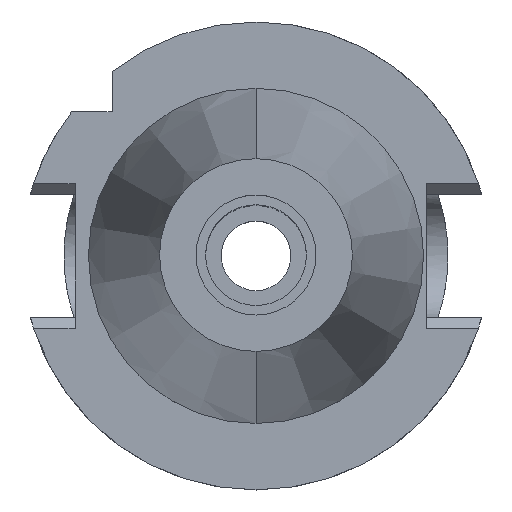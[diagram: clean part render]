
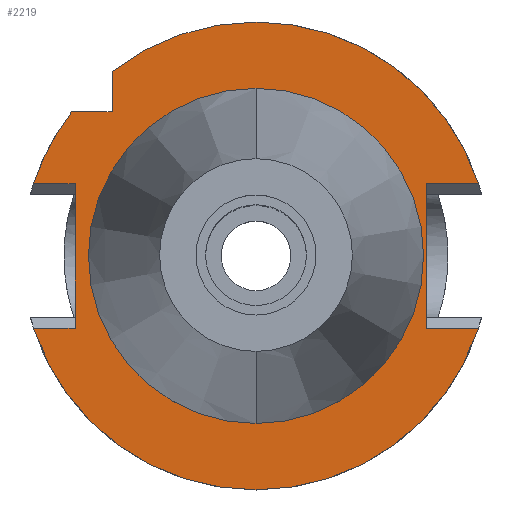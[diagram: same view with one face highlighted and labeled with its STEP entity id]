
A CAD part, top view. The second image highlights one B-rep face of the part: STEP entity #2219.
In plain terms, the highlighted planar face has unit normal (0, 0, 1).
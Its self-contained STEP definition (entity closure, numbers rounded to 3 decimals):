
#108=DIRECTION('',(-1.,0.,0.));
#109=VECTOR('',#108,8.669);
#110=CARTESIAN_POINT('',(-37.7,15.05,-1.5));
#111=LINE('',#110,#109);
#115=CARTESIAN_POINT('',(0.,0.,-1.5));
#116=DIRECTION('',(0.,0.,-1.));
#117=DIRECTION('',(-0.951,0.309,0.));
#118=AXIS2_PLACEMENT_3D('',#115,#116,#117);
#123=DIRECTION('',(0.,1.,0.));
#124=VECTOR('',#123,8.426);
#125=CARTESIAN_POINT('',(-30.,30.,-1.5));
#126=LINE('',#125,#124);
#130=CARTESIAN_POINT('',(0.,0.,-1.5));
#131=DIRECTION('',(0.,0.,-1.));
#132=DIRECTION('',(-0.615,0.788,0.));
#133=AXIS2_PLACEMENT_3D('',#130,#131,#132);
#138=CARTESIAN_POINT('',(0.,0.,-1.5));
#139=DIRECTION('',(0.,0.,-1.));
#140=DIRECTION('',(0.,1.,0.));
#141=AXIS2_PLACEMENT_3D('',#138,#139,#140);
#146=DIRECTION('',(0.,-1.,0.));
#147=VECTOR('',#146,30.1);
#148=CARTESIAN_POINT('',(35.5,15.05,-1.5));
#149=LINE('',#148,#147);
#153=DIRECTION('',(1.,0.,0.));
#154=VECTOR('',#153,10.869);
#155=CARTESIAN_POINT('',(35.5,-15.05,-1.5));
#156=LINE('',#155,#154);
#160=CARTESIAN_POINT('',(0.,0.,-1.5));
#161=DIRECTION('',(0.,0.,-1.));
#162=DIRECTION('',(0.951,-0.309,0.));
#163=AXIS2_PLACEMENT_3D('',#160,#161,#162);
#168=CARTESIAN_POINT('',(0.,0.,-1.5));
#169=DIRECTION('',(0.,0.,-1.));
#170=DIRECTION('',(0.,-1.,0.));
#171=AXIS2_PLACEMENT_3D('',#168,#169,#170);
#176=CARTESIAN_POINT('',(0.,0.,-1.5));
#177=DIRECTION('',(0.,0.,1.));
#178=DIRECTION('',(0.,-1.,0.));
#179=AXIS2_PLACEMENT_3D('',#176,#177,#178);
#184=CARTESIAN_POINT('',(0.,0.,-1.5));
#185=DIRECTION('',(0.,0.,1.));
#186=DIRECTION('',(0.,1.,0.));
#187=AXIS2_PLACEMENT_3D('',#184,#185,#186);
#192=DIRECTION('',(0.,-1.,0.));
#193=VECTOR('',#192,30.1);
#194=CARTESIAN_POINT('',(-37.7,15.05,-1.5));
#195=LINE('',#194,#193);
#244=DIRECTION('',(-1.,0.,0.));
#245=VECTOR('',#244,8.669);
#246=CARTESIAN_POINT('',(-37.7,-15.05,-1.5));
#247=LINE('',#246,#245);
#625=DIRECTION('',(1.,0.,0.));
#626=VECTOR('',#625,10.869);
#627=CARTESIAN_POINT('',(35.5,15.05,-1.5));
#628=LINE('',#627,#626);
#1637=DIRECTION('',(-1.,0.,0.));
#1638=VECTOR('',#1637,8.426);
#1639=CARTESIAN_POINT('',(-30.,30.,-1.5));
#1640=LINE('',#1639,#1638);
#1805=CARTESIAN_POINT('',(0.,34.925,-1.5));
#1806=VERTEX_POINT('',#1805);
#1807=CARTESIAN_POINT('',(0.,-34.925,-1.5));
#1808=VERTEX_POINT('',#1807);
#1809=CARTESIAN_POINT('',(-37.7,15.05,-1.5));
#1810=CARTESIAN_POINT('',(-37.7,-15.05,-1.5));
#1811=VERTEX_POINT('',#1809);
#1812=VERTEX_POINT('',#1810);
#1813=CARTESIAN_POINT('',(-46.369,15.05,-1.5));
#1814=VERTEX_POINT('',#1813);
#1815=CARTESIAN_POINT('',(-38.426,30.,-1.5));
#1816=VERTEX_POINT('',#1815);
#1817=CARTESIAN_POINT('',(-30.,30.,-1.5));
#1818=VERTEX_POINT('',#1817);
#1819=CARTESIAN_POINT('',(-30.,38.426,-1.5));
#1820=VERTEX_POINT('',#1819);
#1821=CARTESIAN_POINT('',(0.,48.75,-1.5));
#1822=CARTESIAN_POINT('',(46.369,15.05,-1.5));
#1823=VERTEX_POINT('',#1821);
#1824=VERTEX_POINT('',#1822);
#1825=CARTESIAN_POINT('',(35.5,15.05,-1.5));
#1826=VERTEX_POINT('',#1825);
#1827=CARTESIAN_POINT('',(35.5,-15.05,-1.5));
#1828=VERTEX_POINT('',#1827);
#1829=CARTESIAN_POINT('',(46.369,-15.05,-1.5));
#1830=VERTEX_POINT('',#1829);
#1831=CARTESIAN_POINT('',(0.,-48.75,-1.5));
#1832=CARTESIAN_POINT('',(-46.369,-15.05,-1.5));
#1833=VERTEX_POINT('',#1831);
#1834=VERTEX_POINT('',#1832);
#2182=CARTESIAN_POINT('',(0.,0.,-1.5));
#2183=DIRECTION('',(0.,0.,1.));
#2184=DIRECTION('',(0.,1.,0.));
#2185=AXIS2_PLACEMENT_3D('',#2182,#2183,#2184);
#2186=PLANE('',#2185);
#2188=ORIENTED_EDGE('',*,*,#2187,.F.);
#2190=ORIENTED_EDGE('',*,*,#2189,.T.);
#2192=ORIENTED_EDGE('',*,*,#2191,.T.);
#2194=ORIENTED_EDGE('',*,*,#2193,.F.);
#2196=ORIENTED_EDGE('',*,*,#2195,.T.);
#2198=ORIENTED_EDGE('',*,*,#2197,.T.);
#2200=ORIENTED_EDGE('',*,*,#2199,.T.);
#2202=ORIENTED_EDGE('',*,*,#2201,.F.);
#2204=ORIENTED_EDGE('',*,*,#2203,.T.);
#2206=ORIENTED_EDGE('',*,*,#2205,.T.);
#2208=ORIENTED_EDGE('',*,*,#2207,.T.);
#2210=ORIENTED_EDGE('',*,*,#2209,.T.);
#2212=ORIENTED_EDGE('',*,*,#2211,.F.);
#2213=EDGE_LOOP('',(#2188,#2190,#2192,#2194,#2196,#2198,#2200,#2202,#2204,#2206,
#2208,#2210,#2212));
#2214=FACE_OUTER_BOUND('',#2213,.F.);
#2215=ORIENTED_EDGE('',*,*,#2161,.T.);
#2216=ORIENTED_EDGE('',*,*,#2177,.T.);
#2217=EDGE_LOOP('',(#2215,#2216));
#2218=FACE_BOUND('',#2217,.F.);
#119=CIRCLE('',#118,48.75);
#134=CIRCLE('',#133,48.75);
#142=CIRCLE('',#141,48.75);
#164=CIRCLE('',#163,48.75);
#172=CIRCLE('',#171,48.75);
#180=CIRCLE('',#179,34.925);
#188=CIRCLE('',#187,34.925);
#2161=EDGE_CURVE('',#1808,#1806,#180,.T.);
#2177=EDGE_CURVE('',#1806,#1808,#188,.T.);
#2187=EDGE_CURVE('',#1811,#1812,#195,.T.);
#2189=EDGE_CURVE('',#1811,#1814,#111,.T.);
#2191=EDGE_CURVE('',#1814,#1816,#119,.T.);
#2193=EDGE_CURVE('',#1818,#1816,#1640,.T.);
#2195=EDGE_CURVE('',#1818,#1820,#126,.T.);
#2197=EDGE_CURVE('',#1820,#1823,#134,.T.);
#2199=EDGE_CURVE('',#1823,#1824,#142,.T.);
#2201=EDGE_CURVE('',#1826,#1824,#628,.T.);
#2203=EDGE_CURVE('',#1826,#1828,#149,.T.);
#2205=EDGE_CURVE('',#1828,#1830,#156,.T.);
#2207=EDGE_CURVE('',#1830,#1833,#164,.T.);
#2209=EDGE_CURVE('',#1833,#1834,#172,.T.);
#2211=EDGE_CURVE('',#1812,#1834,#247,.T.);
#2219=ADVANCED_FACE('',(#2214,#2218),#2186,.T.);
